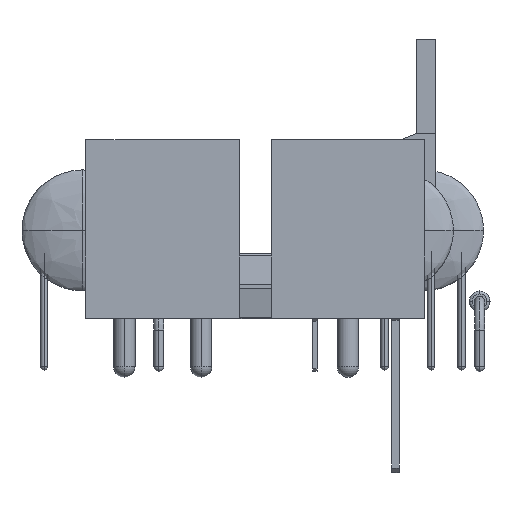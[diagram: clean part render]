
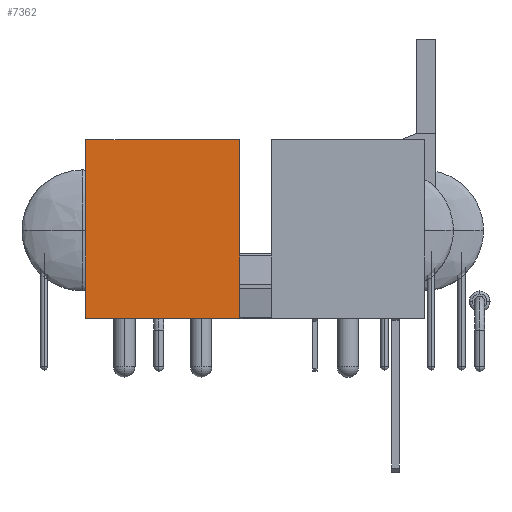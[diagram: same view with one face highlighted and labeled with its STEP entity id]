
A CAD part, left-side view. The second image highlights one B-rep face of the part: STEP entity #7362.
In plain terms, the highlighted face is planar.
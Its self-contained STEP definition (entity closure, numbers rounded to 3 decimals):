
#7362 = ADVANCED_FACE('',(#7363),#7397,.F.);
#7363 = FACE_BOUND('',#7364,.F.);
#7364 = EDGE_LOOP('',(#7365,#7375,#7383,#7391));
#7365 = ORIENTED_EDGE('',*,*,#7366,.T.);
#7366 = EDGE_CURVE('',#7367,#7369,#7371,.T.);
#7367 = VERTEX_POINT('',#7368);
#7368 = CARTESIAN_POINT('',(7.62,5.08,0.2));
#7369 = VERTEX_POINT('',#7370);
#7370 = CARTESIAN_POINT('',(7.62,5.08,12.));
#7371 = LINE('',#7372,#7373);
#7372 = CARTESIAN_POINT('',(7.62,5.08,0.2));
#7373 = VECTOR('',#7374,1.);
#7374 = DIRECTION('',(0.,0.,1.));
#7375 = ORIENTED_EDGE('',*,*,#7376,.T.);
#7376 = EDGE_CURVE('',#7369,#7377,#7379,.T.);
#7377 = VERTEX_POINT('',#7378);
#7378 = CARTESIAN_POINT('',(-2.54,5.08,12.));
#7379 = LINE('',#7380,#7381);
#7380 = CARTESIAN_POINT('',(7.62,5.08,12.));
#7381 = VECTOR('',#7382,1.);
#7382 = DIRECTION('',(-1.,0.,0.));
#7383 = ORIENTED_EDGE('',*,*,#7384,.F.);
#7384 = EDGE_CURVE('',#7385,#7377,#7387,.T.);
#7385 = VERTEX_POINT('',#7386);
#7386 = CARTESIAN_POINT('',(-2.54,5.08,0.2));
#7387 = LINE('',#7388,#7389);
#7388 = CARTESIAN_POINT('',(-2.54,5.08,0.2));
#7389 = VECTOR('',#7390,1.);
#7390 = DIRECTION('',(0.,0.,1.));
#7391 = ORIENTED_EDGE('',*,*,#7392,.F.);
#7392 = EDGE_CURVE('',#7367,#7385,#7393,.T.);
#7393 = LINE('',#7394,#7395);
#7394 = CARTESIAN_POINT('',(7.62,5.08,0.2));
#7395 = VECTOR('',#7396,1.);
#7396 = DIRECTION('',(-1.,0.,0.));
#7397 = PLANE('',#7398);
#7398 = AXIS2_PLACEMENT_3D('',#7399,#7400,#7401);
#7399 = CARTESIAN_POINT('',(7.62,5.08,0.2));
#7400 = DIRECTION('',(0.,-1.,0.));
#7401 = DIRECTION('',(-1.,0.,0.));
